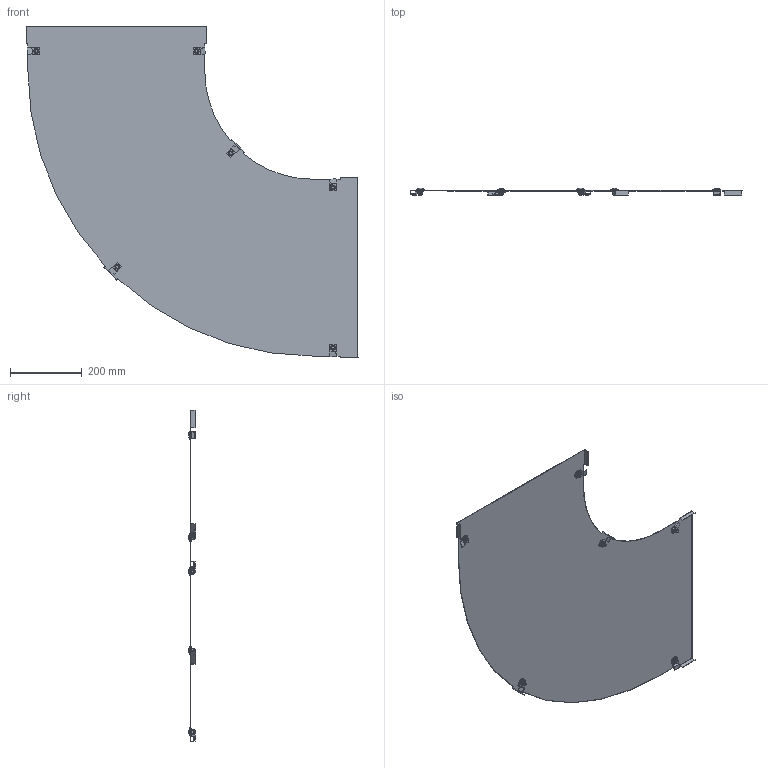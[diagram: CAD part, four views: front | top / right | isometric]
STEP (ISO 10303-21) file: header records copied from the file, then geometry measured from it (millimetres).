
FILE_DESCRIPTION (( 'STEP AP214' ), '1' );
FILE_NAME ('6225996.STP', '2017-03-27T11:27:18', ( '' ), ( '' ), 'SwSTEP 2.0', 'SolidWorks 2016', '' );
FILE_SCHEMA (( 'AUTOMOTIVE_DESIGN' ));
Length unit declared in the file: millimetre
Products named in the file (6): 086621_500_VA; 6225996; 011642_DIN EN ISO 10511 - M8 - C; KTS 08.082-002_Standard; KTS 08.083-001_Standard; KTS 14.002-012_M8x16
Assembly tree (25 placements, depth 2):
  6225996
    086621_500_VA
    KTS 14.002-012_M8x16  x6
    KTS 08.083-001_Standard  x6
    KTS 08.082-002_Standard  x6
    011642_DIN EN ISO 10511 - M8 - C  x6
Bounding box: 927.25 x 20.67 x 927.25 mm (x, y, z)
Volume: 719743.6 mm3; surface area: 1139775.5 mm2
Topology: 25 solids, 25 shells, 572 faces, 1356 edges, 852 vertices
Faces by surface type: plane 352, cylinder 100, cone 72, torus 24, sphere 12, bspline 12
Entity records: 5349 total; most frequent: CARTESIAN_POINT 1091, DIRECTION 824, ORIENTED_EDGE 812, EDGE_CURVE 406, LINE 282, VECTOR 282, AXIS2_PLACEMENT_3D 271, VERTEX_POINT 262
